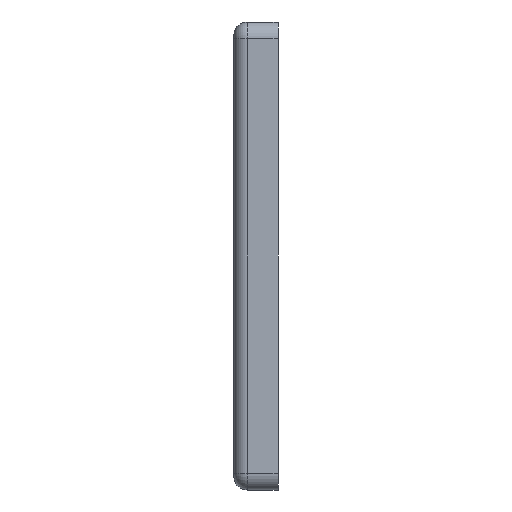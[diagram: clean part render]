
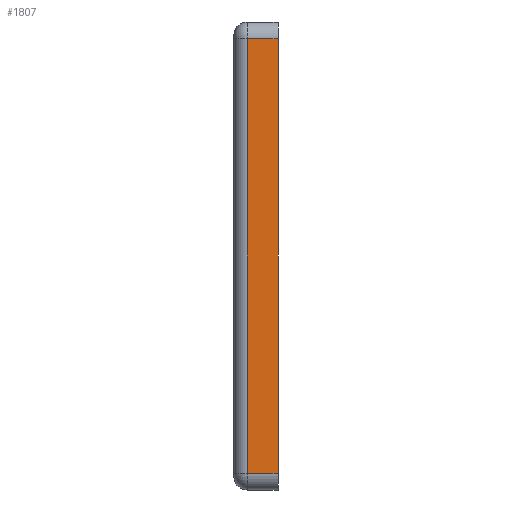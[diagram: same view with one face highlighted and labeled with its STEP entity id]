
A CAD part, left-side view. The second image highlights one B-rep face of the part: STEP entity #1807.
In plain terms, the highlighted planar face has unit normal (-1, 0, 0).
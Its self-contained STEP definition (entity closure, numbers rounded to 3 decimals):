
#1 = CARTESIAN_POINT ( 'NONE',  ( 0., 7.325, -4. ) ) ;
#261 = VECTOR ( 'NONE', #1497, 1000. ) ;
#282 = CARTESIAN_POINT ( 'NONE',  ( 0., 0., -4. ) ) ;
#447 = DIRECTION ( 'NONE',  ( 0., 0., -1. ) ) ;
#675 = DIRECTION ( 'NONE',  ( 1., 0., 0. ) ) ;
#678 = LINE ( 'NONE', #1669, #3145 ) ;
#765 = DIRECTION ( 'NONE',  ( 0., -1., 0. ) ) ;
#809 = EDGE_CURVE ( 'NONE', #1743, #3576, #678, .T. ) ;
#889 = CARTESIAN_POINT ( 'NONE',  ( 0., 10.5, -4. ) ) ;
#961 = LINE ( 'NONE', #1101, #2203 ) ;
#982 = AXIS2_PLACEMENT_3D ( 'NONE', #3698, #675, #2791 ) ;
#1073 = CARTESIAN_POINT ( 'NONE',  ( 0., 0., -107. ) ) ;
#1101 = CARTESIAN_POINT ( 'NONE',  ( 0., 7.325, 0. ) ) ;
#1218 = ORIENTED_EDGE ( 'NONE', *, *, #1642, .T. ) ;
#1497 = DIRECTION ( 'NONE',  ( 0., 1., 0. ) ) ;
#1642 = EDGE_CURVE ( 'NONE', #3214, #3166, #3582, .T. ) ;
#1669 = CARTESIAN_POINT ( 'NONE',  ( 0., 10.5, -107. ) ) ;
#1743 = VERTEX_POINT ( 'NONE', #3655 ) ;
#1807 = ADVANCED_FACE ( 'NONE', ( #2775 ), #2500, .F. ) ;
#1895 = EDGE_CURVE ( 'NONE', #3576, #3214, #3484, .T. ) ;
#1999 = ORIENTED_EDGE ( 'NONE', *, *, #2346, .T. ) ;
#2203 = VECTOR ( 'NONE', #447, 1000. ) ;
#2243 = CARTESIAN_POINT ( 'NONE',  ( 0., 0., 0. ) ) ;
#2346 = EDGE_CURVE ( 'NONE', #3166, #1743, #961, .T. ) ;
#2447 = VECTOR ( 'NONE', #2548, 1000. ) ;
#2496 = ORIENTED_EDGE ( 'NONE', *, *, #1895, .T. ) ;
#2500 = PLANE ( 'NONE',  #982 ) ;
#2544 = ORIENTED_EDGE ( 'NONE', *, *, #809, .T. ) ;
#2548 = DIRECTION ( 'NONE',  ( 0., 0., 1. ) ) ;
#2775 = FACE_OUTER_BOUND ( 'NONE', #2924, .T. ) ;
#2791 = DIRECTION ( 'NONE',  ( 0., 0., -1. ) ) ;
#2924 = EDGE_LOOP ( 'NONE', ( #1218, #1999, #2544, #2496 ) ) ;
#3145 = VECTOR ( 'NONE', #765, 1000. ) ;
#3166 = VERTEX_POINT ( 'NONE', #1 ) ;
#3214 = VERTEX_POINT ( 'NONE', #282 ) ;
#3484 = LINE ( 'NONE', #2243, #2447 ) ;
#3576 = VERTEX_POINT ( 'NONE', #1073 ) ;
#3582 = LINE ( 'NONE', #889, #261 ) ;
#3655 = CARTESIAN_POINT ( 'NONE',  ( 0., 7.325, -107. ) ) ;
#3698 = CARTESIAN_POINT ( 'NONE',  ( 0., 10.5, 0. ) ) ;
